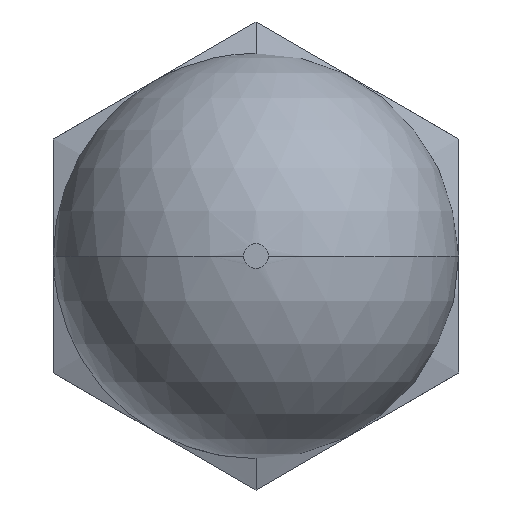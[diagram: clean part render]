
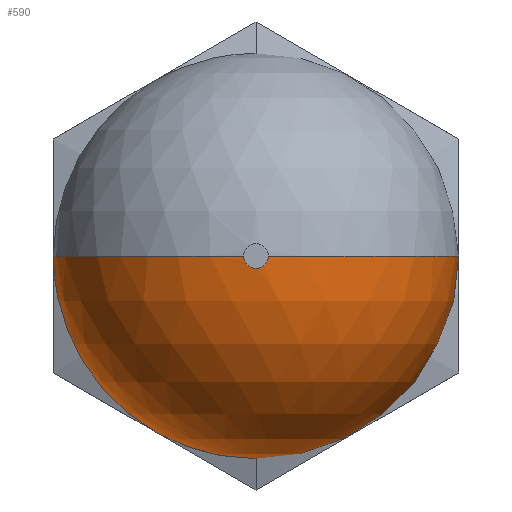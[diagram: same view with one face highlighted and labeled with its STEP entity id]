
A CAD part, front view. The second image highlights one B-rep face of the part: STEP entity #590.
In plain terms, the highlighted spherical face has radius 11 mm.
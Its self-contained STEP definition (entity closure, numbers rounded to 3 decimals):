
#81 = AXIS2_PLACEMENT_3D ( 'NONE', #842, #895, #837 ) ;
#92 = DIRECTION ( 'NONE',  ( 0., 0., 1. ) ) ;
#95 = DIRECTION ( 'NONE',  ( 0., 1., 0. ) ) ;
#96 = CARTESIAN_POINT ( 'NONE',  ( 0., -13., 0. ) ) ;
#112 = CIRCLE ( 'NONE', #1030, 7.5 ) ;
#116 = CIRCLE ( 'NONE', #1042, 0.663 ) ;
#133 = EDGE_CURVE ( 'NONE', #686, #696, #116, .T. ) ;
#142 = EDGE_CURVE ( 'NONE', #1018, #677, #112, .T. ) ;
#167 = EDGE_CURVE ( 'NONE', #359, #1018, #1022, .T. ) ;
#207 = EDGE_CURVE ( 'NONE', #686, #359, #1007, .T. ) ;
#210 = DIRECTION ( 'NONE',  ( 0., 0., 1. ) ) ;
#214 = DIRECTION ( 'NONE',  ( 0., 1., 0. ) ) ;
#215 = CARTESIAN_POINT ( 'NONE',  ( 0., -13., 0. ) ) ;
#216 = EDGE_CURVE ( 'NONE', #696, #677, #984, .T. ) ;
#220 = DIRECTION ( 'NONE',  ( 0., 0., 1. ) ) ;
#226 = CARTESIAN_POINT ( 'NONE',  ( 0., -32.027, 0. ) ) ;
#279 = CARTESIAN_POINT ( 'NONE',  ( 0., -13., -7.5 ) ) ;
#359 = VERTEX_POINT ( 'NONE', #947 ) ;
#435 = CARTESIAN_POINT ( 'NONE',  ( 0., -21.047, 0. ) ) ;
#441 = DIRECTION ( 'NONE',  ( 0., 0., 1. ) ) ;
#453 = ORIENTED_EDGE ( 'NONE', *, *, #133, .T. ) ;
#482 = ORIENTED_EDGE ( 'NONE', *, *, #167, .F. ) ;
#590 = ADVANCED_FACE ( 'NONE', ( #765 ), #768, .T. ) ;
#604 = ORIENTED_EDGE ( 'NONE', *, *, #207, .F. ) ;
#628 = EDGE_LOOP ( 'NONE', ( #604, #453, #798, #643, #482 ) ) ;
#643 = ORIENTED_EDGE ( 'NONE', *, *, #142, .F. ) ;
#652 = AXIS2_PLACEMENT_3D ( 'NONE', #1004, #983, #1029 ) ;
#656 = CARTESIAN_POINT ( 'NONE',  ( 0.663, -32.027, 0. ) ) ;
#669 = AXIS2_PLACEMENT_3D ( 'NONE', #435, #441, #1000 ) ;
#677 = VERTEX_POINT ( 'NONE', #680 ) ;
#680 = CARTESIAN_POINT ( 'NONE',  ( -7.5, -13., 0. ) ) ;
#686 = VERTEX_POINT ( 'NONE', #656 ) ;
#696 = VERTEX_POINT ( 'NONE', #707 ) ;
#707 = CARTESIAN_POINT ( 'NONE',  ( -0.663, -32.027, 0. ) ) ;
#729 = AXIS2_PLACEMENT_3D ( 'NONE', #96, #95, #92 ) ;
#765 = FACE_OUTER_BOUND ( 'NONE', #628, .T. ) ;
#768 = SPHERICAL_SURFACE ( 'NONE', #81, 11. ) ;
#798 = ORIENTED_EDGE ( 'NONE', *, *, #216, .T. ) ;
#837 = DIRECTION ( 'NONE',  ( -1., 0., 0. ) ) ;
#841 = DIRECTION ( 'NONE',  ( 0., 1., 0. ) ) ;
#842 = CARTESIAN_POINT ( 'NONE',  ( 0., -21.047, 0. ) ) ;
#895 = DIRECTION ( 'NONE',  ( 0., 0., 1. ) ) ;
#947 = CARTESIAN_POINT ( 'NONE',  ( 7.5, -13., 0. ) ) ;
#983 = DIRECTION ( 'NONE',  ( 0., 0., -1. ) ) ;
#984 = CIRCLE ( 'NONE', #652, 11. ) ;
#1000 = DIRECTION ( 'NONE',  ( 1., 0., 0. ) ) ;
#1004 = CARTESIAN_POINT ( 'NONE',  ( 0., -21.047, 0. ) ) ;
#1007 = CIRCLE ( 'NONE', #669, 11. ) ;
#1018 = VERTEX_POINT ( 'NONE', #279 ) ;
#1022 = CIRCLE ( 'NONE', #729, 7.5 ) ;
#1029 = DIRECTION ( 'NONE',  ( -1., 0., 0. ) ) ;
#1030 = AXIS2_PLACEMENT_3D ( 'NONE', #215, #214, #210 ) ;
#1042 = AXIS2_PLACEMENT_3D ( 'NONE', #226, #841, #220 ) ;
